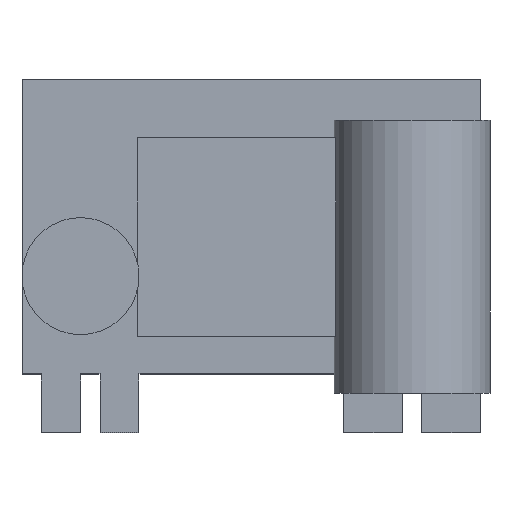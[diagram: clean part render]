
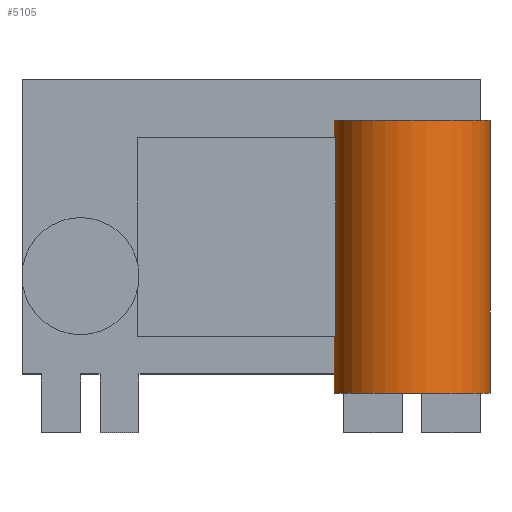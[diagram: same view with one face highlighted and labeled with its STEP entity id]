
A CAD part, top view. The second image highlights one B-rep face of the part: STEP entity #5105.
In plain terms, the highlighted cylindrical face has radius 4 mm (diameter 8 mm), a full revolution.
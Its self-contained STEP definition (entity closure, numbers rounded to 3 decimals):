
#5105 = ADVANCED_FACE('',(#5106),#5119,.T.);
#5106 = FACE_BOUND('',#5107,.T.);
#5107 = EDGE_LOOP('',(#5108,#5142,#5165,#5192));
#5108 = ORIENTED_EDGE('',*,*,#5109,.F.);
#5109 = EDGE_CURVE('',#5110,#5110,#5112,.T.);
#5110 = VERTEX_POINT('',#5111);
#5111 = CARTESIAN_POINT('',(21.,-1.,6.));
#5112 = SURFACE_CURVE('',#5113,(#5118,#5130),.PCURVE_S1.);
#5113 = CIRCLE('',#5114,4.);
#5114 = AXIS2_PLACEMENT_3D('',#5115,#5116,#5117);
#5115 = CARTESIAN_POINT('',(17.,-1.,6.));
#5116 = DIRECTION('',(0.,-1.,0.));
#5117 = DIRECTION('',(1.,0.,0.));
#5118 = PCURVE('',#5119,#5124);
#5119 = CYLINDRICAL_SURFACE('',#5120,4.);
#5120 = AXIS2_PLACEMENT_3D('',#5121,#5122,#5123);
#5121 = CARTESIAN_POINT('',(17.,13.,6.));
#5122 = DIRECTION('',(0.,-1.,0.));
#5123 = DIRECTION('',(1.,0.,0.));
#5124 = DEFINITIONAL_REPRESENTATION('',(#5125),#5129);
#5125 = LINE('',#5126,#5127);
#5126 = CARTESIAN_POINT('',(0.,14.));
#5127 = VECTOR('',#5128,1.);
#5128 = DIRECTION('',(1.,0.));
#5129 = ( GEOMETRIC_REPRESENTATION_CONTEXT(2) 
PARAMETRIC_REPRESENTATION_CONTEXT() REPRESENTATION_CONTEXT('2D SPACE',''
  ) );
#5130 = PCURVE('',#5131,#5136);
#5131 = PLANE('',#5132);
#5132 = AXIS2_PLACEMENT_3D('',#5133,#5134,#5135);
#5133 = CARTESIAN_POINT('',(17.,-1.,6.));
#5134 = DIRECTION('',(0.,-1.,0.));
#5135 = DIRECTION('',(1.,0.,0.));
#5136 = DEFINITIONAL_REPRESENTATION('',(#5137),#5141);
#5137 = CIRCLE('',#5138,4.);
#5138 = AXIS2_PLACEMENT_2D('',#5139,#5140);
#5139 = CARTESIAN_POINT('',(0.,0.));
#5140 = DIRECTION('',(1.,0.));
#5141 = ( GEOMETRIC_REPRESENTATION_CONTEXT(2) 
PARAMETRIC_REPRESENTATION_CONTEXT() REPRESENTATION_CONTEXT('2D SPACE',''
  ) );
#5142 = ORIENTED_EDGE('',*,*,#5143,.F.);
#5143 = EDGE_CURVE('',#5144,#5110,#5146,.T.);
#5144 = VERTEX_POINT('',#5145);
#5145 = CARTESIAN_POINT('',(21.,13.,6.));
#5146 = SEAM_CURVE('',#5147,(#5151,#5158),.PCURVE_S1.);
#5147 = LINE('',#5148,#5149);
#5148 = CARTESIAN_POINT('',(21.,13.,6.));
#5149 = VECTOR('',#5150,1.);
#5150 = DIRECTION('',(0.,-1.,0.));
#5151 = PCURVE('',#5119,#5152);
#5152 = DEFINITIONAL_REPRESENTATION('',(#5153),#5157);
#5153 = LINE('',#5154,#5155);
#5154 = CARTESIAN_POINT('',(6.283,-0.));
#5155 = VECTOR('',#5156,1.);
#5156 = DIRECTION('',(0.,1.));
#5157 = ( GEOMETRIC_REPRESENTATION_CONTEXT(2) 
PARAMETRIC_REPRESENTATION_CONTEXT() REPRESENTATION_CONTEXT('2D SPACE',''
  ) );
#5158 = PCURVE('',#5119,#5159);
#5159 = DEFINITIONAL_REPRESENTATION('',(#5160),#5164);
#5160 = LINE('',#5161,#5162);
#5161 = CARTESIAN_POINT('',(0.,-0.));
#5162 = VECTOR('',#5163,1.);
#5163 = DIRECTION('',(0.,1.));
#5164 = ( GEOMETRIC_REPRESENTATION_CONTEXT(2) 
PARAMETRIC_REPRESENTATION_CONTEXT() REPRESENTATION_CONTEXT('2D SPACE',''
  ) );
#5165 = ORIENTED_EDGE('',*,*,#5166,.T.);
#5166 = EDGE_CURVE('',#5144,#5144,#5167,.T.);
#5167 = SURFACE_CURVE('',#5168,(#5173,#5180),.PCURVE_S1.);
#5168 = CIRCLE('',#5169,4.);
#5169 = AXIS2_PLACEMENT_3D('',#5170,#5171,#5172);
#5170 = CARTESIAN_POINT('',(17.,13.,6.));
#5171 = DIRECTION('',(0.,-1.,0.));
#5172 = DIRECTION('',(1.,0.,0.));
#5173 = PCURVE('',#5119,#5174);
#5174 = DEFINITIONAL_REPRESENTATION('',(#5175),#5179);
#5175 = LINE('',#5176,#5177);
#5176 = CARTESIAN_POINT('',(0.,0.));
#5177 = VECTOR('',#5178,1.);
#5178 = DIRECTION('',(1.,0.));
#5179 = ( GEOMETRIC_REPRESENTATION_CONTEXT(2) 
PARAMETRIC_REPRESENTATION_CONTEXT() REPRESENTATION_CONTEXT('2D SPACE',''
  ) );
#5180 = PCURVE('',#5181,#5186);
#5181 = PLANE('',#5182);
#5182 = AXIS2_PLACEMENT_3D('',#5183,#5184,#5185);
#5183 = CARTESIAN_POINT('',(17.,13.,6.));
#5184 = DIRECTION('',(0.,-1.,0.));
#5185 = DIRECTION('',(1.,0.,0.));
#5186 = DEFINITIONAL_REPRESENTATION('',(#5187),#5191);
#5187 = CIRCLE('',#5188,4.);
#5188 = AXIS2_PLACEMENT_2D('',#5189,#5190);
#5189 = CARTESIAN_POINT('',(0.,0.));
#5190 = DIRECTION('',(1.,0.));
#5191 = ( GEOMETRIC_REPRESENTATION_CONTEXT(2) 
PARAMETRIC_REPRESENTATION_CONTEXT() REPRESENTATION_CONTEXT('2D SPACE',''
  ) );
#5192 = ORIENTED_EDGE('',*,*,#5143,.T.);
